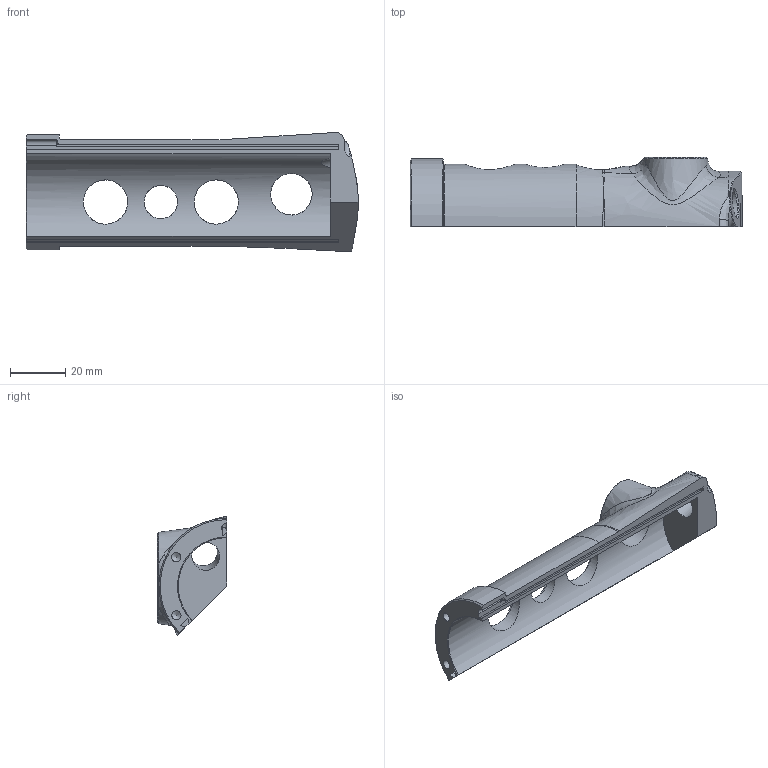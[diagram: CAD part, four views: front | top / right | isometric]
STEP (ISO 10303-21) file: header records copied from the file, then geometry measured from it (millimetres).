
FILE_DESCRIPTION(/* description */ ('STEP AP242','CAx-IF Rec.Pracs.---Representation and Presentation of Product Manufacturing Information (PMI)---4.0---2014-10-13','CAx-IF Rec.Pracs.---3D Tessellated Geometry---0.4---2014-09-14','2;1'),/* implementation_level */ '2;1');
FILE_NAME(/* name */ '681e8cdb44bb7a5504b0c594',/* time_stamp */ '2025-05-09T23:16:44Z',/* author */ (''),/* organization */ (''),/* preprocessor_version */ 'ST-DEVELOPER v20',/* originating_system */ 'ONSHAPE BY PTC INC, 1.197',/* authorisation */ ' ');
FILE_SCHEMA (('AP242_MANAGED_MODEL_BASED_3D_ENGINEERING_MIM_LF { 1 0 10303 442 1 1 4 }'));
Length unit declared in the file: metre
Products named in the file (1): A
Bounding box: 120 x 25 x 43.03 mm (x, y, z)
Volume: 29321.5 mm3; surface area: 15550.6 mm2
Topology: 1 solids, 1 shells, 91 faces, 261 edges, 169 vertices
Faces by surface type: bspline 32, plane 29, cylinder 20, cone 8, torus 2
Full cylindrical faces by diameter (mm): 3.3 x2, 10 x1, 12 x1, 14 x1, 15 x1, 16 x2, 18 x2
Entity records: 5047 total; most frequent: CARTESIAN_POINT 3042, ORIENTED_EDGE 462, DIRECTION 289, EDGE_CURVE 231, VERTEX_POINT 160, FACE_BOUND 119, EDGE_LOOP 116, B_SPLINE_CURVE_WITH_KNOTS 105
